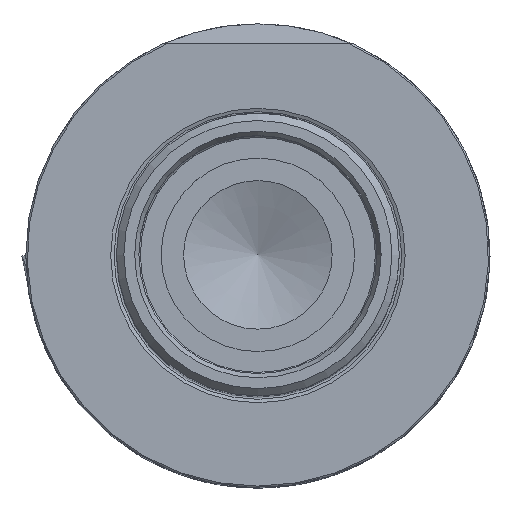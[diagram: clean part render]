
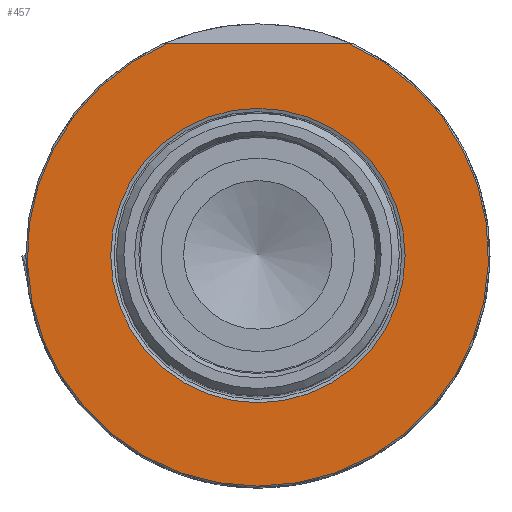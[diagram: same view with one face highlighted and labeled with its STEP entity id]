
A CAD part, top view. The second image highlights one B-rep face of the part: STEP entity #457.
In plain terms, the highlighted planar face has unit normal (0, 0, 1).
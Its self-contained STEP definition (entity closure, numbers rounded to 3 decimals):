
#232=FACE_BOUND('',#986,.T.);
#233=FACE_BOUND('',#987,.T.);
#349=PLANE('',#4582);
#457=ADVANCED_FACE('CN_SU_1',(#232,#233),#349,.F.);
#986=EDGE_LOOP('',(#2167));
#987=EDGE_LOOP('',(#2168,#2169));
#1275=CIRCLE('',#4580,19.821);
#1276=CIRCLE('',#4581,31.05);
#1418=LINE('',#7032,#1646);
#1646=VECTOR('',#5192,1.);
#2167=ORIENTED_EDGE('',*,*,#3786,.F.);
#2168=ORIENTED_EDGE('',*,*,#3787,.F.);
#2169=ORIENTED_EDGE('',*,*,#3788,.T.);
#3352=VERTEX_POINT('',#7031);
#3353=VERTEX_POINT('',#7033);
#3354=VERTEX_POINT('',#7034);
#3786=EDGE_CURVE('',#3352,#3352,#1275,.T.);
#3787=EDGE_CURVE('',#3353,#3354,#1418,.T.);
#3788=EDGE_CURVE('',#3353,#3354,#1276,.T.);
#4580=AXIS2_PLACEMENT_3D('',#7030,#5190,#5191);
#4581=AXIS2_PLACEMENT_3D('',#7035,#5193,#5194);
#4582=AXIS2_PLACEMENT_3D('',#7036,#5195,#5196);
#5190=DIRECTION('',(0.,0.,1.));
#5191=DIRECTION('',(1.,0.,0.));
#5192=DIRECTION('',(1.,0.,0.));
#5193=DIRECTION('',(0.,0.,1.));
#5194=DIRECTION('',(-1.,0.,0.));
#5195=DIRECTION('',(0.,0.,-1.));
#5196=DIRECTION('',(-1.,0.,0.));
#7030=CARTESIAN_POINT('',(0.,0.,0.));
#7031=CARTESIAN_POINT('',(19.821,0.,0.));
#7032=CARTESIAN_POINT('',(-25.,28.5,0.));
#7033=CARTESIAN_POINT('',(-12.323,28.5,0.));
#7034=CARTESIAN_POINT('',(12.323,28.5,0.));
#7035=CARTESIAN_POINT('',(0.,0.,0.));
#7036=CARTESIAN_POINT('',(0.,-31.25,0.));
